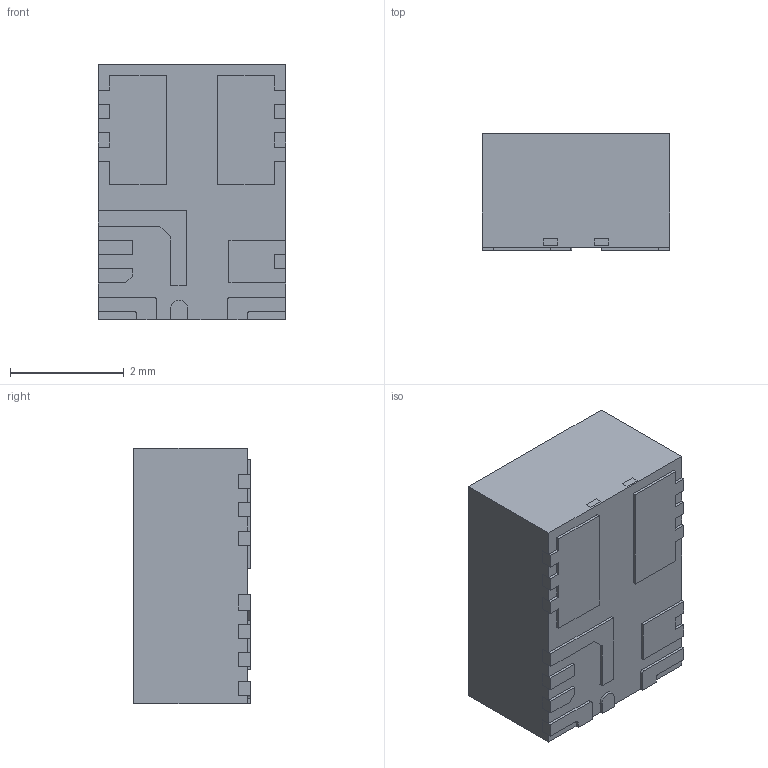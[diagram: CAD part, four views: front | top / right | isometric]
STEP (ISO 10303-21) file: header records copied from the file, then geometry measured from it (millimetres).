
FILE_DESCRIPTION (( 'STEP AP214' ), '1' );
FILE_NAME ('TPSM843321RCJR.STEP', '2025-07-02T22:41:03', ( '' ), ( '' ), 'SwSTEP 2.0', 'SolidWorks 2021', '' );
FILE_SCHEMA (( 'AUTOMOTIVE_DESIGN' ));
Length unit declared in the file: millimetre
Products named in the file (1): TPSM843321RCJR
Bounding box: 3.3 x 2.05 x 4.5 mm (x, y, z)
Volume: 30 mm3; surface area: 95.6 mm2
Topology: 13 solids, 13 shells, 214 faces, 582 edges, 388 vertices
Faces by surface type: plane 200, cylinder 14
Entity records: 6798 total; most frequent: CARTESIAN_POINT 1185, ORIENTED_EDGE 1164, DIRECTION 1042, EDGE_CURVE 582, LINE 552, VECTOR 552, VERTEX_POINT 388, AXIS2_PLACEMENT_3D 245
